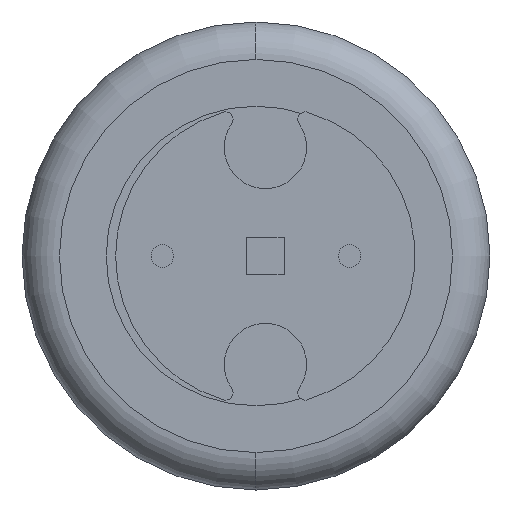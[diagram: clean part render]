
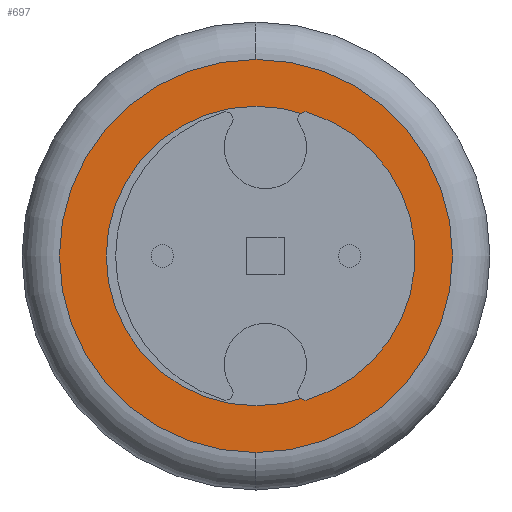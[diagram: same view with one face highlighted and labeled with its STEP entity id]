
A CAD part, front view. The second image highlights one B-rep face of the part: STEP entity #697.
In plain terms, the highlighted planar face has unit normal (0, -1, 0).
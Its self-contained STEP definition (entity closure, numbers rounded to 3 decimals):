
#35 = EDGE_CURVE ( 'NONE', #625, #1119, #1480, .T. ) ;
#79 = EDGE_CURVE ( 'NONE', #134, #198, #1383, .T. ) ;
#108 = AXIS2_PLACEMENT_3D ( 'NONE', #1373, #442, #447 ) ;
#134 = VERTEX_POINT ( 'NONE', #1008 ) ;
#181 = CARTESIAN_POINT ( 'NONE',  ( -0.25, 0.5, 4. ) ) ;
#198 = VERTEX_POINT ( 'NONE', #1401 ) ;
#199 = CARTESIAN_POINT ( 'NONE',  ( -0.25, 0.5, 5.25 ) ) ;
#219 = ORIENTED_EDGE ( 'NONE', *, *, #1423, .T. ) ;
#251 = CARTESIAN_POINT ( 'NONE',  ( -0.25, 0.5, 0. ) ) ;
#315 = CIRCLE ( 'NONE', #483, 5.25 ) ;
#383 = CIRCLE ( 'NONE', #903, 4. ) ;
#442 = DIRECTION ( 'NONE',  ( 0., -1., 0. ) ) ;
#447 = DIRECTION ( 'NONE',  ( 0., 0., 1. ) ) ;
#483 = AXIS2_PLACEMENT_3D ( 'NONE', #251, #708, #524 ) ;
#524 = DIRECTION ( 'NONE',  ( 0., 0., 1. ) ) ;
#582 = CARTESIAN_POINT ( 'NONE',  ( -0.25, 0.5, 0. ) ) ;
#587 = ORIENTED_EDGE ( 'NONE', *, *, #35, .F. ) ;
#607 = EDGE_CURVE ( 'NONE', #1119, #625, #383, .T. ) ;
#610 = ORIENTED_EDGE ( 'NONE', *, *, #79, .T. ) ;
#625 = VERTEX_POINT ( 'NONE', #1482 ) ;
#646 = CARTESIAN_POINT ( 'NONE',  ( -0.25, 0.5, 0. ) ) ;
#697 = ADVANCED_FACE ( 'NONE', ( #767, #1349 ), #1454, .T. ) ;
#708 = DIRECTION ( 'NONE',  ( 0., -1., 0. ) ) ;
#736 = AXIS2_PLACEMENT_3D ( 'NONE', #646, #1123, #770 ) ;
#757 = DIRECTION ( 'NONE',  ( 0., 0., -1. ) ) ;
#767 = FACE_BOUND ( 'NONE', #1414, .T. ) ;
#770 = DIRECTION ( 'NONE',  ( 0., 0., 1. ) ) ;
#903 = AXIS2_PLACEMENT_3D ( 'NONE', #582, #1142, #1177 ) ;
#961 = EDGE_LOOP ( 'NONE', ( #219, #610 ) ) ;
#966 = ORIENTED_EDGE ( 'NONE', *, *, #607, .F. ) ;
#1008 = CARTESIAN_POINT ( 'NONE',  ( -0.25, 0.5, -5.25 ) ) ;
#1119 = VERTEX_POINT ( 'NONE', #181 ) ;
#1123 = DIRECTION ( 'NONE',  ( 0., -1., 0. ) ) ;
#1142 = DIRECTION ( 'NONE',  ( 0., -1., 0. ) ) ;
#1177 = DIRECTION ( 'NONE',  ( 0., 0., 1. ) ) ;
#1349 = FACE_OUTER_BOUND ( 'NONE', #961, .T. ) ;
#1364 = AXIS2_PLACEMENT_3D ( 'NONE', #199, #1407, #757 ) ;
#1373 = CARTESIAN_POINT ( 'NONE',  ( -0.25, 0.5, 0. ) ) ;
#1383 = CIRCLE ( 'NONE', #736, 5.25 ) ;
#1401 = CARTESIAN_POINT ( 'NONE',  ( -0.25, 0.5, 5.25 ) ) ;
#1407 = DIRECTION ( 'NONE',  ( 0., -1., 0. ) ) ;
#1414 = EDGE_LOOP ( 'NONE', ( #966, #587 ) ) ;
#1423 = EDGE_CURVE ( 'NONE', #198, #134, #315, .T. ) ;
#1454 = PLANE ( 'NONE',  #1364 ) ;
#1480 = CIRCLE ( 'NONE', #108, 4. ) ;
#1482 = CARTESIAN_POINT ( 'NONE',  ( -0.25, 0.5, -4. ) ) ;
